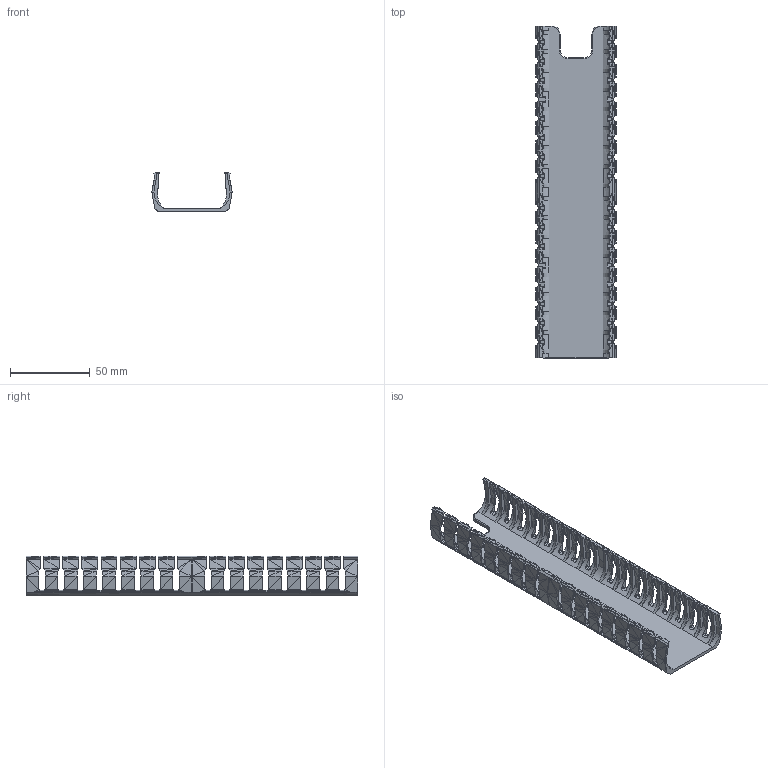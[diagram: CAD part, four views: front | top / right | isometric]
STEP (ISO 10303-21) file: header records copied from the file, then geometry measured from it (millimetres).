
FILE_DESCRIPTION(/* description */ (''),/* implementation_level */ '2;1');
FILE_NAME(/* name */ 'reinforced_duct_208_hole.step',/* time_stamp */ '2022-04-07T19:14:55+02:00',/* author */ (''),/* organization */ (''),/* preprocessor_version */ 'ST-DEVELOPER v18.1',/* originating_system */ 'Autodesk Translation Framework v10.14.0.1471',/* authorisation */ '');
FILE_SCHEMA (('AUTOMOTIVE_DESIGN { 1 0 10303 214 3 1 1 }'));
Products named in the file (1): (Non enregistré)
Bounding box: 50.27 x 208 x 25 mm (x, y, z)
Volume: 32978.7 mm3; surface area: 38890.3 mm2
Topology: 1 solids, 1 shells, 4277 faces, 7657 edges, 3382 vertices
Faces by surface type: plane 4188, cylinder 85, torus 4
Entity records: 96050 total; most frequent: DIRECTION 16927, CARTESIAN_POINT 15513, ORIENTED_EDGE 15480, EDGE_CURVE 7740, LINE 7105, VECTOR 7105, AXIS2_PLACEMENT_3D 4911, EDGE_LOOP 4285
